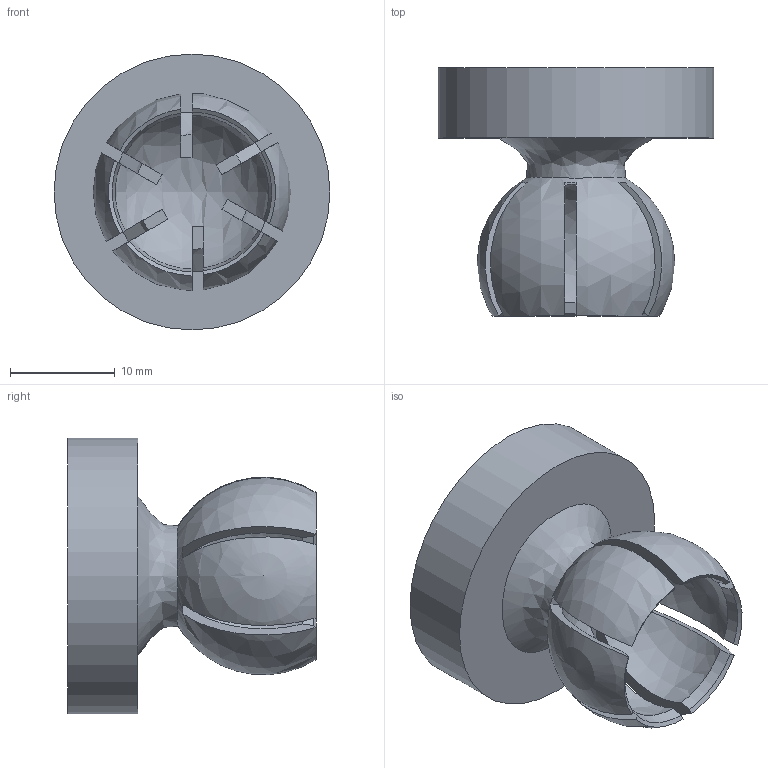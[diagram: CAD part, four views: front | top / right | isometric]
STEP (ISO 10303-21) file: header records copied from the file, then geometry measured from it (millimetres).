
FILE_DESCRIPTION(/* description */ (''),/* implementation_level */ '2;1');
FILE_NAME(/* name */ 'Head.step',/* time_stamp */ '2025-12-04T16:56:43-07:00',/* author */ (''),/* organization */ (''),/* preprocessor_version */ 'ST-DEVELOPER v20.1',/* originating_system */ 'Autodesk Translation Framework v14.21.0.0',/* authorisation */ '');
FILE_SCHEMA (('AUTOMOTIVE_DESIGN { 1 0 10303 214 3 1 1 }'));
Length unit declared in the file: millimetre
Products named in the file (1): Untitled
Bounding box: 26.4 x 23.74 x 26.4 mm (x, y, z)
Volume: 4773 mm3; surface area: 3163.6 mm2
Topology: 1 solids, 1 shells, 42 faces, 123 edges, 82 vertices
Faces by surface type: plane 26, cone 12, sphere 2, cylinder 1, bspline 1
Full cylindrical faces by diameter (mm): 26.4 x1
Entity records: 1606 total; most frequent: CARTESIAN_POINT 460, DIRECTION 245, ORIENTED_EDGE 238, EDGE_CURVE 119, AXIS2_PLACEMENT_3D 101, VERTEX_POINT 82, CIRCLE 59, EDGE_LOOP 45
